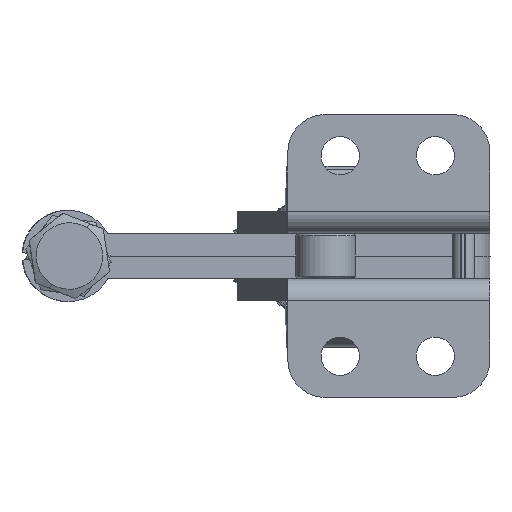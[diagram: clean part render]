
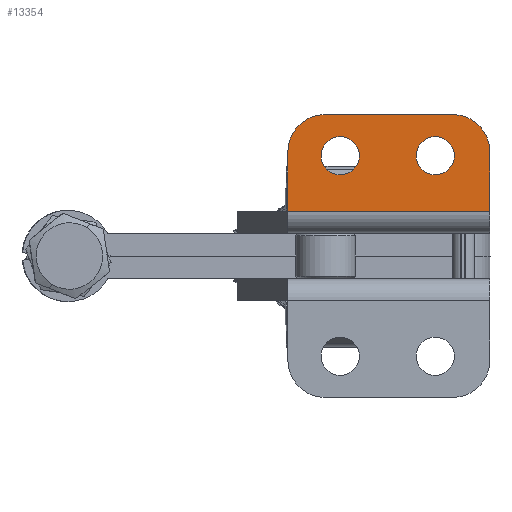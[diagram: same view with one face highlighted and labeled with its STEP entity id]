
A CAD part, front view. The second image highlights one B-rep face of the part: STEP entity #13354.
In plain terms, the highlighted planar face has unit normal (0, -1, 0).
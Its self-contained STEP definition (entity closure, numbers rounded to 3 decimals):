
#413 = CARTESIAN_POINT ( 'NONE',  ( 795.528, 220.384, 7.4 ) ) ;
#438 = CARTESIAN_POINT ( 'NONE',  ( 808.228, 220.384, 7.4 ) ) ;
#796 = AXIS2_PLACEMENT_3D ( 'NONE', #22743, #11074, #24718 ) ;
#1128 = CARTESIAN_POINT ( 'NONE',  ( 815.528, 220.384, 0. ) ) ;
#1407 = VERTEX_POINT ( 'NONE', #14197 ) ;
#1461 = EDGE_LOOP ( 'NONE', ( #11562, #12616 ) ) ;
#1523 = AXIS2_PLACEMENT_3D ( 'NONE', #438, #14061, #2402 ) ;
#1628 = EDGE_CURVE ( 'NONE', #5146, #12140, #13418, .T. ) ;
#1752 = CIRCLE ( 'NONE', #19999, 2.55 ) ;
#2157 = EDGE_CURVE ( 'NONE', #2316, #17556, #11267, .T. ) ;
#2316 = VERTEX_POINT ( 'NONE', #20953 ) ;
#2368 = DIRECTION ( 'NONE',  ( 0., 0., 1. ) ) ;
#2402 = DIRECTION ( 'NONE',  ( 0., 0., 1. ) ) ;
#2423 = VECTOR ( 'NONE', #21202, 1000. ) ;
#2425 = DIRECTION ( 'NONE',  ( 0., 1., 0. ) ) ;
#2714 = CIRCLE ( 'NONE', #5032, 2.55 ) ;
#3054 = VECTOR ( 'NONE', #6077, 1000. ) ;
#3291 = LINE ( 'NONE', #8837, #13658 ) ;
#3541 = ORIENTED_EDGE ( 'NONE', *, *, #16378, .T. ) ;
#3549 = EDGE_CURVE ( 'NONE', #5146, #21687, #3291, .T. ) ;
#4074 = EDGE_CURVE ( 'NONE', #12169, #6145, #1752, .T. ) ;
#5032 = AXIS2_PLACEMENT_3D ( 'NONE', #6323, #19954, #8265 ) ;
#5146 = VERTEX_POINT ( 'NONE', #5273 ) ;
#5226 = ORIENTED_EDGE ( 'NONE', *, *, #1628, .T. ) ;
#5273 = CARTESIAN_POINT ( 'NONE',  ( 788.528, 220.384, 0. ) ) ;
#5379 = AXIS2_PLACEMENT_3D ( 'NONE', #25004, #21073, #19215 ) ;
#5552 = PLANE ( 'NONE',  #5379 ) ;
#5991 = CARTESIAN_POINT ( 'NONE',  ( 793.528, 220.384, 7.9 ) ) ;
#6074 = VECTOR ( 'NONE', #12531, 1000. ) ;
#6077 = DIRECTION ( 'NONE',  ( 0., 0., 1. ) ) ;
#6145 = VERTEX_POINT ( 'NONE', #15105 ) ;
#6224 = EDGE_LOOP ( 'NONE', ( #12931, #3541 ) ) ;
#6323 = CARTESIAN_POINT ( 'NONE',  ( 808.228, 220.384, 7.4 ) ) ;
#6612 = ORIENTED_EDGE ( 'NONE', *, *, #3549, .F. ) ;
#7121 = CARTESIAN_POINT ( 'NONE',  ( 808.228, 220.384, 4.85 ) ) ;
#7879 = FACE_BOUND ( 'NONE', #1461, .T. ) ;
#7952 = DIRECTION ( 'NONE',  ( 0., 0., 1. ) ) ;
#8265 = DIRECTION ( 'NONE',  ( 0., 0., 1. ) ) ;
#8593 = CARTESIAN_POINT ( 'NONE',  ( 810.528, 220.384, 12.9 ) ) ;
#8712 = VERTEX_POINT ( 'NONE', #7121 ) ;
#8837 = CARTESIAN_POINT ( 'NONE',  ( 788.528, 220.384, -3. ) ) ;
#9339 = ORIENTED_EDGE ( 'NONE', *, *, #2157, .F. ) ;
#9546 = CARTESIAN_POINT ( 'NONE',  ( 810.528, 220.384, 12.9 ) ) ;
#10179 = AXIS2_PLACEMENT_3D ( 'NONE', #413, #14032, #2368 ) ;
#10902 = EDGE_LOOP ( 'NONE', ( #6612, #5226, #18332, #11286, #9339, #14841 ) ) ;
#11074 = DIRECTION ( 'NONE',  ( 0., 1., 0. ) ) ;
#11267 = LINE ( 'NONE', #8593, #6074 ) ;
#11286 = ORIENTED_EDGE ( 'NONE', *, *, #11677, .F. ) ;
#11314 = EDGE_CURVE ( 'NONE', #12140, #15134, #23792, .T. ) ;
#11562 = ORIENTED_EDGE ( 'NONE', *, *, #12469, .T. ) ;
#11677 = EDGE_CURVE ( 'NONE', #17556, #15134, #23471, .T. ) ;
#12140 = VERTEX_POINT ( 'NONE', #1128 ) ;
#12169 = VERTEX_POINT ( 'NONE', #16893 ) ;
#12469 = EDGE_CURVE ( 'NONE', #8712, #1407, #2714, .T. ) ;
#12531 = DIRECTION ( 'NONE',  ( 1., 0., 0. ) ) ;
#12616 = ORIENTED_EDGE ( 'NONE', *, *, #15864, .T. ) ;
#12931 = ORIENTED_EDGE ( 'NONE', *, *, #4074, .T. ) ;
#13054 = FACE_BOUND ( 'NONE', #6224, .T. ) ;
#13354 = ADVANCED_FACE ( 'NONE', ( #23424, #7879, #13054 ), #5552, .F. ) ;
#13418 = LINE ( 'NONE', #19229, #2423 ) ;
#13658 = VECTOR ( 'NONE', #20510, 1000. ) ;
#14032 = DIRECTION ( 'NONE',  ( 0., 1., 0. ) ) ;
#14061 = DIRECTION ( 'NONE',  ( 0., 1., 0. ) ) ;
#14087 = CARTESIAN_POINT ( 'NONE',  ( 795.528, 220.384, 7.4 ) ) ;
#14197 = CARTESIAN_POINT ( 'NONE',  ( 808.228, 220.384, 9.95 ) ) ;
#14721 = CIRCLE ( 'NONE', #1523, 2.55 ) ;
#14841 = ORIENTED_EDGE ( 'NONE', *, *, #24069, .F. ) ;
#15105 = CARTESIAN_POINT ( 'NONE',  ( 795.528, 220.384, 9.95 ) ) ;
#15112 = CARTESIAN_POINT ( 'NONE',  ( 815.528, 220.384, 7.9 ) ) ;
#15134 = VERTEX_POINT ( 'NONE', #15112 ) ;
#15864 = EDGE_CURVE ( 'NONE', #1407, #8712, #14721, .T. ) ;
#16066 = DIRECTION ( 'NONE',  ( 0., 0., 1. ) ) ;
#16378 = EDGE_CURVE ( 'NONE', #6145, #12169, #21708, .T. ) ;
#16540 = CARTESIAN_POINT ( 'NONE',  ( 788.528, 220.384, 7.9 ) ) ;
#16626 = CIRCLE ( 'NONE', #24103, 5. ) ;
#16893 = CARTESIAN_POINT ( 'NONE',  ( 795.528, 220.384, 4.85 ) ) ;
#17556 = VERTEX_POINT ( 'NONE', #9546 ) ;
#18332 = ORIENTED_EDGE ( 'NONE', *, *, #11314, .T. ) ;
#19215 = DIRECTION ( 'NONE',  ( 0., 0., 1. ) ) ;
#19229 = CARTESIAN_POINT ( 'NONE',  ( 0., 220.384, 0. ) ) ;
#19631 = DIRECTION ( 'NONE',  ( 0., 1., 0. ) ) ;
#19954 = DIRECTION ( 'NONE',  ( 0., 1., 0. ) ) ;
#19999 = AXIS2_PLACEMENT_3D ( 'NONE', #14087, #2425, #16066 ) ;
#20510 = DIRECTION ( 'NONE',  ( 0., 0., 1. ) ) ;
#20953 = CARTESIAN_POINT ( 'NONE',  ( 793.528, 220.384, 12.9 ) ) ;
#21073 = DIRECTION ( 'NONE',  ( 0., 1., 0. ) ) ;
#21202 = DIRECTION ( 'NONE',  ( 1., 0., 0. ) ) ;
#21687 = VERTEX_POINT ( 'NONE', #16540 ) ;
#21708 = CIRCLE ( 'NONE', #10179, 2.55 ) ;
#22743 = CARTESIAN_POINT ( 'NONE',  ( 810.528, 220.384, 7.9 ) ) ;
#23424 = FACE_OUTER_BOUND ( 'NONE', #10902, .T. ) ;
#23461 = CARTESIAN_POINT ( 'NONE',  ( 815.528, 220.384, -3. ) ) ;
#23471 = CIRCLE ( 'NONE', #796, 5. ) ;
#23792 = LINE ( 'NONE', #23461, #3054 ) ;
#24069 = EDGE_CURVE ( 'NONE', #21687, #2316, #16626, .T. ) ;
#24103 = AXIS2_PLACEMENT_3D ( 'NONE', #5991, #19631, #7952 ) ;
#24718 = DIRECTION ( 'NONE',  ( 0., 0., 1. ) ) ;
#25004 = CARTESIAN_POINT ( 'NONE',  ( 0., 220.384, -3. ) ) ;
